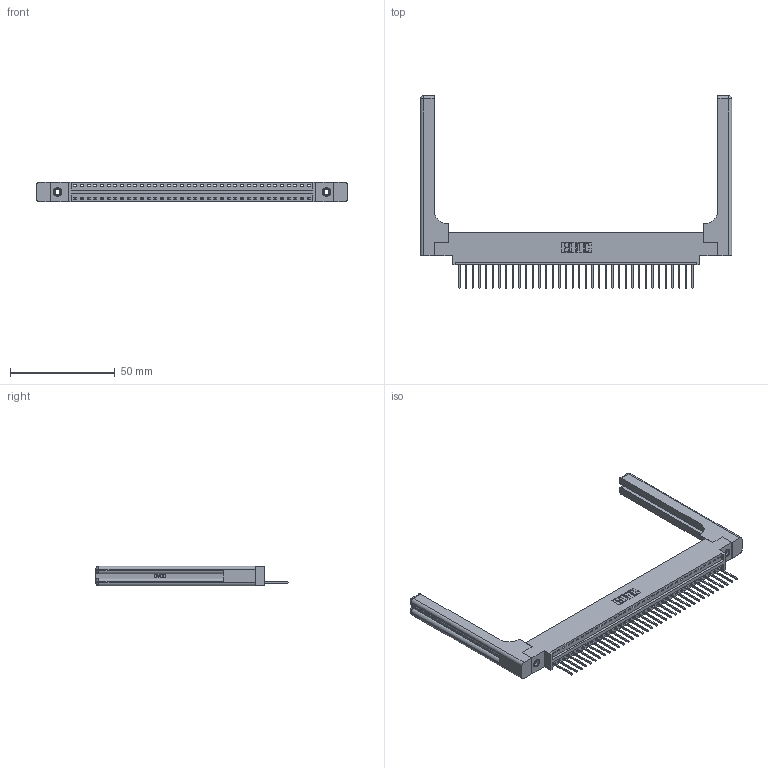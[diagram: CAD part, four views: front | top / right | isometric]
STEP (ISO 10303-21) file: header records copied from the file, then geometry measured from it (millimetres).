
FILE_DESCRIPTION (( 'STEP AP203' ), '1' );
FILE_NAME ('346-036-522-658.STEP', '2022-05-07T00:48:39', ( '' ), ( '' ), 'SwSTEP 2.0', 'SolidWorks 2020', '' );
FILE_SCHEMA (( 'CONFIG_CONTROL_DESIGN' ));
Length unit declared in the file: inch
Products named in the file (5): 345-250-001_345-250-001-102; 345-292-001_345-293-122; 346 Part_0.170 Offset - 0.156 Dia-TH; 346-036-522-658; 346-220-058_345-220-058
Assembly tree (41 placements, depth 2):
  346-036-522-658
    346 Part_0.170 Offset - 0.156 Dia-TH
    345-292-001_345-293-122  x36
    345-250-001_345-250-001-102  x2
    346-220-058_345-220-058  x2
Bounding box: 148.36 x 91.69 x 9.4 mm (x, y, z)
Volume: 21510.3 mm3; surface area: 22918 mm2
Topology: 41 solids, 41 shells, 2484 faces, 7379 edges, 4850 vertices
Faces by surface type: plane 1682, cylinder 742, bspline 36, cone 12, sphere 8, torus 4
Entity records: 28898 total; most frequent: CARTESIAN_POINT 5939, ORIENTED_EDGE 4704, DIRECTION 4176, EDGE_CURVE 2352, VECTOR 1984, LINE 1984, VERTEX_POINT 1558, AXIS2_PLACEMENT_3D 1096
